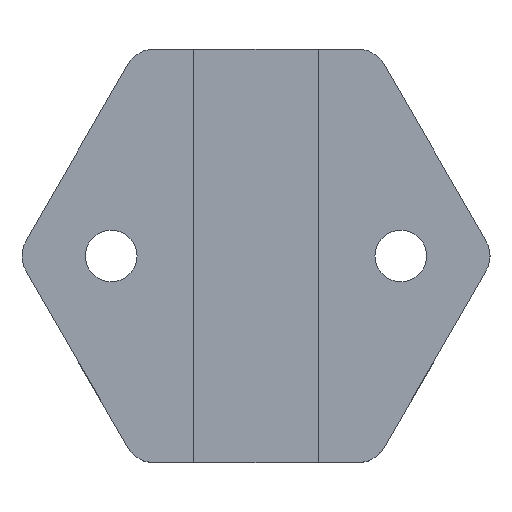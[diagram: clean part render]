
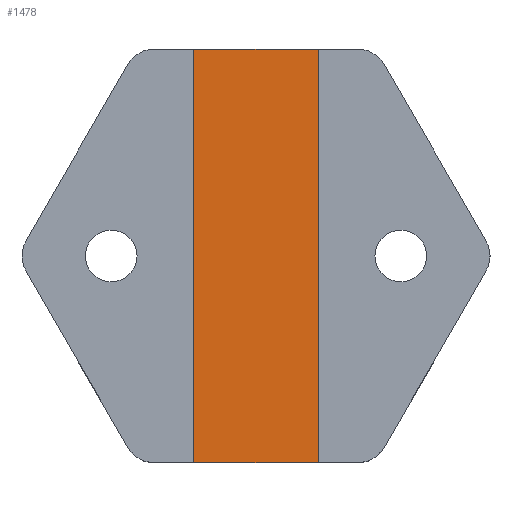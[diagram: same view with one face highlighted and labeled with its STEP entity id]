
A CAD part, top view. The second image highlights one B-rep face of the part: STEP entity #1478.
In plain terms, the highlighted planar face has unit normal (0, 0, 1).
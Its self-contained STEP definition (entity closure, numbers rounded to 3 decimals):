
#239 = PLANE('',#240);
#240 = AXIS2_PLACEMENT_3D('',#241,#242,#243);
#241 = CARTESIAN_POINT('',(5.774,10.,0.));
#242 = DIRECTION('',(0.,-1.,0.));
#243 = DIRECTION('',(-1.,0.,0.));
#418 = PLANE('',#419);
#419 = AXIS2_PLACEMENT_3D('',#420,#421,#422);
#420 = CARTESIAN_POINT('',(-5.774,-10.,0.));
#421 = DIRECTION('',(0.,1.,0.));
#422 = DIRECTION('',(1.,0.,0.));
#742 = PLANE('',#743);
#743 = AXIS2_PLACEMENT_3D('',#744,#745,#746);
#744 = CARTESIAN_POINT('',(3.,-13.,2.));
#745 = DIRECTION('',(-1.,0.,0.));
#746 = DIRECTION('',(0.,1.,0.));
#839 = VERTEX_POINT('',#840);
#840 = CARTESIAN_POINT('',(-3.,-10.,2.));
#853 = PLANE('',#854);
#854 = AXIS2_PLACEMENT_3D('',#855,#856,#857);
#855 = CARTESIAN_POINT('',(-3.,20.,2.));
#856 = DIRECTION('',(1.,0.,0.));
#857 = DIRECTION('',(0.,-1.,0.));
#864 = EDGE_CURVE('',#839,#865,#867,.T.);
#865 = VERTEX_POINT('',#866);
#866 = CARTESIAN_POINT('',(3.,-10.,2.));
#867 = SURFACE_CURVE('',#868,(#872,#878),.PCURVE_S1.);
#868 = LINE('',#869,#870);
#869 = CARTESIAN_POINT('',(-2.887,-10.,2.));
#870 = VECTOR('',#871,1.);
#871 = DIRECTION('',(1.,0.,0.));
#872 = PCURVE('',#418,#873);
#873 = DEFINITIONAL_REPRESENTATION('',(#874),#877);
#874 = B_SPLINE_CURVE_WITH_KNOTS('',1,(#875,#876),.UNSPECIFIED.,.F.,.F.,
  (2,2),(-0.713,6.487),.PIECEWISE_BEZIER_KNOTS.);
#875 = CARTESIAN_POINT('',(2.174,-2.));
#876 = CARTESIAN_POINT('',(9.374,-2.));
#877 = ( GEOMETRIC_REPRESENTATION_CONTEXT(2) 
PARAMETRIC_REPRESENTATION_CONTEXT() REPRESENTATION_CONTEXT('2D SPACE',''
  ) );
#878 = PCURVE('',#879,#884);
#879 = PLANE('',#880);
#880 = AXIS2_PLACEMENT_3D('',#881,#882,#883);
#881 = CARTESIAN_POINT('',(0.,3.5,2.));
#882 = DIRECTION('',(0.,0.,1.));
#883 = DIRECTION('',(1.,0.,0.));
#884 = DEFINITIONAL_REPRESENTATION('',(#885),#888);
#885 = B_SPLINE_CURVE_WITH_KNOTS('',1,(#886,#887),.UNSPECIFIED.,.F.,.F.,
  (2,2),(-0.713,6.487),.PIECEWISE_BEZIER_KNOTS.);
#886 = CARTESIAN_POINT('',(-3.6,-13.5));
#887 = CARTESIAN_POINT('',(3.6,-13.5));
#888 = ( GEOMETRIC_REPRESENTATION_CONTEXT(2) 
PARAMETRIC_REPRESENTATION_CONTEXT() REPRESENTATION_CONTEXT('2D SPACE',''
  ) );
#1075 = VERTEX_POINT('',#1076);
#1076 = CARTESIAN_POINT('',(3.,10.,2.));
#1095 = EDGE_CURVE('',#1075,#1096,#1098,.T.);
#1096 = VERTEX_POINT('',#1097);
#1097 = CARTESIAN_POINT('',(-3.,10.,2.));
#1098 = SURFACE_CURVE('',#1099,(#1103,#1109),.PCURVE_S1.);
#1099 = LINE('',#1100,#1101);
#1100 = CARTESIAN_POINT('',(2.887,10.,2.));
#1101 = VECTOR('',#1102,1.);
#1102 = DIRECTION('',(-1.,0.,0.));
#1103 = PCURVE('',#239,#1104);
#1104 = DEFINITIONAL_REPRESENTATION('',(#1105),#1108);
#1105 = B_SPLINE_CURVE_WITH_KNOTS('',1,(#1106,#1107),.UNSPECIFIED.,.F.,
  .F.,(2,2),(-0.713,6.487),.PIECEWISE_BEZIER_KNOTS.);
#1106 = CARTESIAN_POINT('',(2.174,-2.));
#1107 = CARTESIAN_POINT('',(9.374,-2.));
#1108 = ( GEOMETRIC_REPRESENTATION_CONTEXT(2) 
PARAMETRIC_REPRESENTATION_CONTEXT() REPRESENTATION_CONTEXT('2D SPACE',''
  ) );
#1109 = PCURVE('',#879,#1110);
#1110 = DEFINITIONAL_REPRESENTATION('',(#1111),#1114);
#1111 = B_SPLINE_CURVE_WITH_KNOTS('',1,(#1112,#1113),.UNSPECIFIED.,.F.,
  .F.,(2,2),(-0.713,6.487),.PIECEWISE_BEZIER_KNOTS.);
#1112 = CARTESIAN_POINT('',(3.6,6.5));
#1113 = CARTESIAN_POINT('',(-3.6,6.5));
#1114 = ( GEOMETRIC_REPRESENTATION_CONTEXT(2) 
PARAMETRIC_REPRESENTATION_CONTEXT() REPRESENTATION_CONTEXT('2D SPACE',''
  ) );
#1396 = EDGE_CURVE('',#865,#1075,#1397,.T.);
#1397 = SURFACE_CURVE('',#1398,(#1402,#1409),.PCURVE_S1.);
#1398 = LINE('',#1399,#1400);
#1399 = CARTESIAN_POINT('',(3.,-13.,2.));
#1400 = VECTOR('',#1401,1.);
#1401 = DIRECTION('',(0.,1.,0.));
#1402 = PCURVE('',#742,#1403);
#1403 = DEFINITIONAL_REPRESENTATION('',(#1404),#1408);
#1404 = LINE('',#1405,#1406);
#1405 = CARTESIAN_POINT('',(0.,0.));
#1406 = VECTOR('',#1407,1.);
#1407 = DIRECTION('',(1.,0.));
#1408 = ( GEOMETRIC_REPRESENTATION_CONTEXT(2) 
PARAMETRIC_REPRESENTATION_CONTEXT() REPRESENTATION_CONTEXT('2D SPACE',''
  ) );
#1409 = PCURVE('',#879,#1410);
#1410 = DEFINITIONAL_REPRESENTATION('',(#1411),#1415);
#1411 = LINE('',#1412,#1413);
#1412 = CARTESIAN_POINT('',(3.,-16.5));
#1413 = VECTOR('',#1414,1.);
#1414 = DIRECTION('',(0.,1.));
#1415 = ( GEOMETRIC_REPRESENTATION_CONTEXT(2) 
PARAMETRIC_REPRESENTATION_CONTEXT() REPRESENTATION_CONTEXT('2D SPACE',''
  ) );
#1455 = EDGE_CURVE('',#1096,#839,#1456,.T.);
#1456 = SURFACE_CURVE('',#1457,(#1461,#1468),.PCURVE_S1.);
#1457 = LINE('',#1458,#1459);
#1458 = CARTESIAN_POINT('',(-3.,20.,2.));
#1459 = VECTOR('',#1460,1.);
#1460 = DIRECTION('',(0.,-1.,0.));
#1461 = PCURVE('',#853,#1462);
#1462 = DEFINITIONAL_REPRESENTATION('',(#1463),#1467);
#1463 = LINE('',#1464,#1465);
#1464 = CARTESIAN_POINT('',(0.,0.));
#1465 = VECTOR('',#1466,1.);
#1466 = DIRECTION('',(1.,0.));
#1467 = ( GEOMETRIC_REPRESENTATION_CONTEXT(2) 
PARAMETRIC_REPRESENTATION_CONTEXT() REPRESENTATION_CONTEXT('2D SPACE',''
  ) );
#1468 = PCURVE('',#879,#1469);
#1469 = DEFINITIONAL_REPRESENTATION('',(#1470),#1474);
#1470 = LINE('',#1471,#1472);
#1471 = CARTESIAN_POINT('',(-3.,16.5));
#1472 = VECTOR('',#1473,1.);
#1473 = DIRECTION('',(0.,-1.));
#1474 = ( GEOMETRIC_REPRESENTATION_CONTEXT(2) 
PARAMETRIC_REPRESENTATION_CONTEXT() REPRESENTATION_CONTEXT('2D SPACE',''
  ) );
#1478 = ADVANCED_FACE('',(#1479),#879,.T.);
#1479 = FACE_BOUND('',#1480,.T.);
#1480 = EDGE_LOOP('',(#1481,#1482,#1483,#1484));
#1481 = ORIENTED_EDGE('',*,*,#1455,.T.);
#1482 = ORIENTED_EDGE('',*,*,#864,.T.);
#1483 = ORIENTED_EDGE('',*,*,#1396,.T.);
#1484 = ORIENTED_EDGE('',*,*,#1095,.T.);
